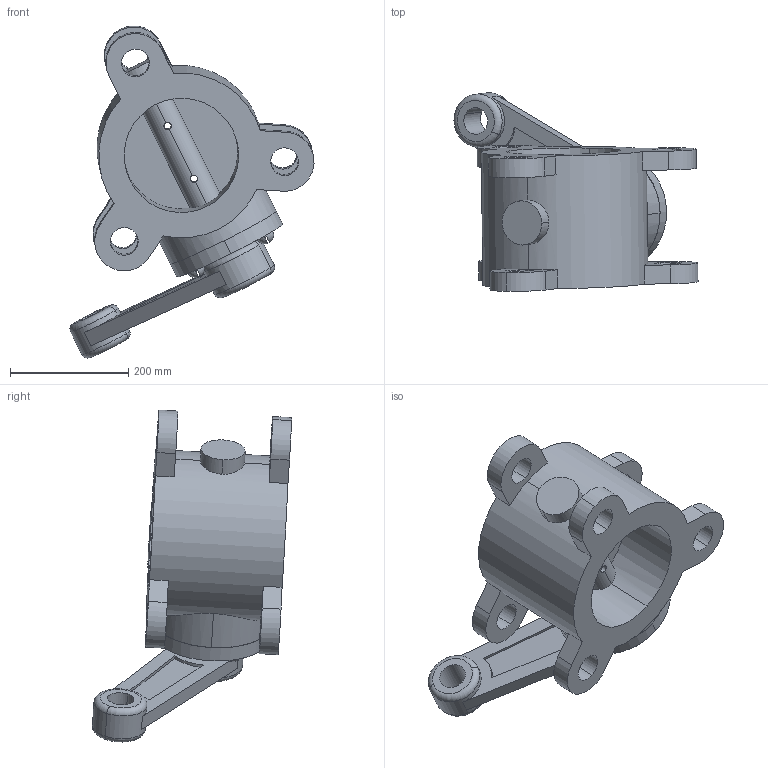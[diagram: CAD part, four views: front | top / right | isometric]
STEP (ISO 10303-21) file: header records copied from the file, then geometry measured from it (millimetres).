
FILE_DESCRIPTION (( 'STEP AP203' ), '1' );
FILE_NAME ('Assembly.STEP', '2025-08-29T07:23:58', ( '' ), ( '' ), 'SwSTEP 2.0', 'SolidWorks 2023', '' );
FILE_SCHEMA (( 'CONFIG_CONTROL_DESIGN' ));
Length unit declared in the file: millimetre
Products named in the file (7): Body; Plate 1; Assembly; Arm; Bolt; Shaft; Plate 2
Assembly tree (8 placements, depth 2):
  Assembly
    Body
    Shaft
    Plate 2
    Plate 1
    Bolt  x3
    Arm
Bounding box: 413.32 x 337.39 x 562.32 mm (x, y, z)
Volume: 11993489.8 mm3; surface area: 946537.7 mm2
Topology: 8 solids, 8 shells, 174 faces, 451 edges, 296 vertices
Faces by surface type: cylinder 89, plane 71, torus 8, sphere 6
Entity records: 6410 total; most frequent: CARTESIAN_POINT 1566, DIRECTION 921, ORIENTED_EDGE 806, EDGE_CURVE 403, AXIS2_PLACEMENT_3D 375, VERTEX_POINT 266, CIRCLE 208, EDGE_LOOP 199
